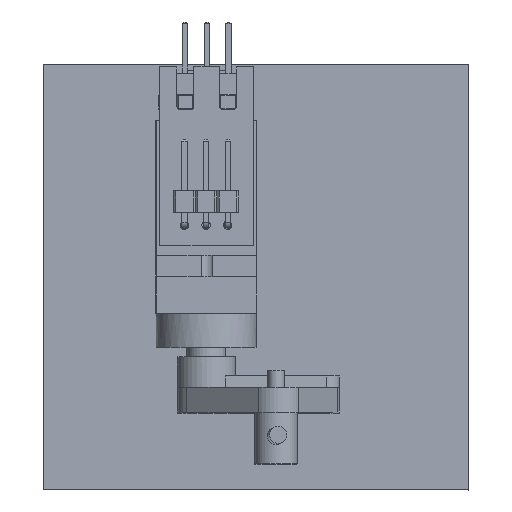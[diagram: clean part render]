
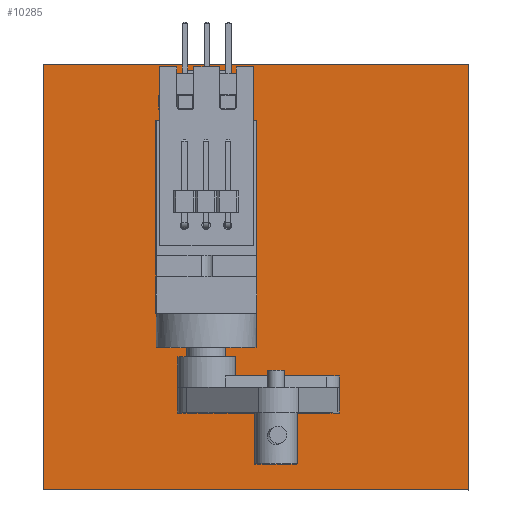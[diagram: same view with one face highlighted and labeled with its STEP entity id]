
A CAD part, top view. The second image highlights one B-rep face of the part: STEP entity #10285.
In plain terms, the highlighted face is planar.
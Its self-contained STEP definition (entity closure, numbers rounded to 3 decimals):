
#552=FACE_BOUND('',#1753,.T.);
#553=FACE_BOUND('',#1754,.T.);
#652=PLANE('',#11132);
#1147=FACE_OUTER_BOUND('',#1752,.T.);
#1752=EDGE_LOOP('',(#7645,#7646,#7647,#7648));
#1753=EDGE_LOOP('',(#7649));
#1754=EDGE_LOOP('',(#7650,#7651,#7652,#7653));
#2418=LINE('',#15112,#3616);
#2422=LINE('',#15120,#3620);
#2425=LINE('',#15126,#3623);
#2428=LINE('',#15131,#3626);
#2430=LINE('',#15136,#3628);
#2434=LINE('',#15144,#3632);
#2437=LINE('',#15150,#3635);
#2440=LINE('',#15155,#3638);
#3616=VECTOR('',#12231,10.);
#3620=VECTOR('',#12237,10.);
#3623=VECTOR('',#12242,10.);
#3626=VECTOR('',#12247,10.);
#3628=VECTOR('',#12251,10.);
#3632=VECTOR('',#12257,10.);
#3635=VECTOR('',#12262,10.);
#3638=VECTOR('',#12267,10.);
#4754=CIRCLE('',#11121,1.);
#5020=VERTEX_POINT('',#15104);
#5022=VERTEX_POINT('',#15110);
#5023=VERTEX_POINT('',#15111);
#5026=VERTEX_POINT('',#15119);
#5028=VERTEX_POINT('',#15125);
#5030=VERTEX_POINT('',#15134);
#5031=VERTEX_POINT('',#15135);
#5034=VERTEX_POINT('',#15143);
#5036=VERTEX_POINT('',#15149);
#5999=EDGE_CURVE('',#5020,#5020,#4754,.T.);
#6002=EDGE_CURVE('',#5022,#5023,#2418,.T.);
#6006=EDGE_CURVE('',#5026,#5022,#2422,.T.);
#6009=EDGE_CURVE('',#5028,#5026,#2425,.T.);
#6012=EDGE_CURVE('',#5023,#5028,#2428,.T.);
#6014=EDGE_CURVE('',#5030,#5031,#2430,.T.);
#6018=EDGE_CURVE('',#5034,#5030,#2434,.T.);
#6021=EDGE_CURVE('',#5036,#5034,#2437,.T.);
#6024=EDGE_CURVE('',#5031,#5036,#2440,.T.);
#7645=ORIENTED_EDGE('',*,*,#6024,.F.);
#7646=ORIENTED_EDGE('',*,*,#6014,.F.);
#7647=ORIENTED_EDGE('',*,*,#6018,.F.);
#7648=ORIENTED_EDGE('',*,*,#6021,.F.);
#7649=ORIENTED_EDGE('',*,*,#5999,.T.);
#7650=ORIENTED_EDGE('',*,*,#6012,.F.);
#7651=ORIENTED_EDGE('',*,*,#6002,.F.);
#7652=ORIENTED_EDGE('',*,*,#6006,.F.);
#7653=ORIENTED_EDGE('',*,*,#6009,.F.);
#10285=ADVANCED_FACE('',(#1147,#552,#553),#652,.F.);
#11121=AXIS2_PLACEMENT_3D('',#15105,#12224,#12225);
#11132=AXIS2_PLACEMENT_3D('',#15158,#12271,#12272);
#12224=DIRECTION('center_axis',(1.,0.,0.));
#12225=DIRECTION('ref_axis',(0.,0.,-1.));
#12231=DIRECTION('',(0.,1.,0.));
#12237=DIRECTION('',(0.,0.,1.));
#12242=DIRECTION('',(0.,-1.,0.));
#12247=DIRECTION('',(0.,0.,-1.));
#12251=DIRECTION('',(0.,-1.,0.));
#12257=DIRECTION('',(0.,0.,1.));
#12262=DIRECTION('',(0.,1.,0.));
#12267=DIRECTION('',(0.,0.,-1.));
#12271=DIRECTION('center_axis',(1.,0.,0.));
#12272=DIRECTION('ref_axis',(0.,1.,0.));
#15104=CARTESIAN_POINT('',(22.5,18.7,-1.232));
#15105=CARTESIAN_POINT('Origin',(22.5,18.7,-2.232));
#15110=CARTESIAN_POINT('',(22.5,-2.515,11.8));
#15111=CARTESIAN_POINT('',(22.5,0.,11.8));
#15112=CARTESIAN_POINT('',(22.5,0.,11.8));
#15119=CARTESIAN_POINT('',(22.5,-2.515,0.1));
#15120=CARTESIAN_POINT('',(22.5,-2.515,11.8));
#15125=CARTESIAN_POINT('',(22.5,0.,0.1));
#15126=CARTESIAN_POINT('',(22.5,-2.515,0.1));
#15131=CARTESIAN_POINT('',(22.5,0.,0.1));
#15134=CARTESIAN_POINT('',(22.5,25.,25.));
#15135=CARTESIAN_POINT('',(22.5,-25.,25.));
#15136=CARTESIAN_POINT('',(22.5,25.,25.));
#15143=CARTESIAN_POINT('',(22.5,25.,-25.));
#15144=CARTESIAN_POINT('',(22.5,25.,-25.));
#15149=CARTESIAN_POINT('',(22.5,-25.,-25.));
#15150=CARTESIAN_POINT('',(22.5,-25.,-25.));
#15155=CARTESIAN_POINT('',(22.5,-25.,25.));
#15158=CARTESIAN_POINT('Origin',(22.5,0.,0.));
